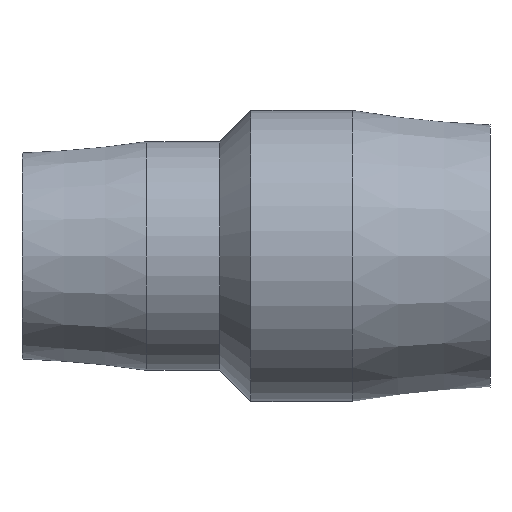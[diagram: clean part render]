
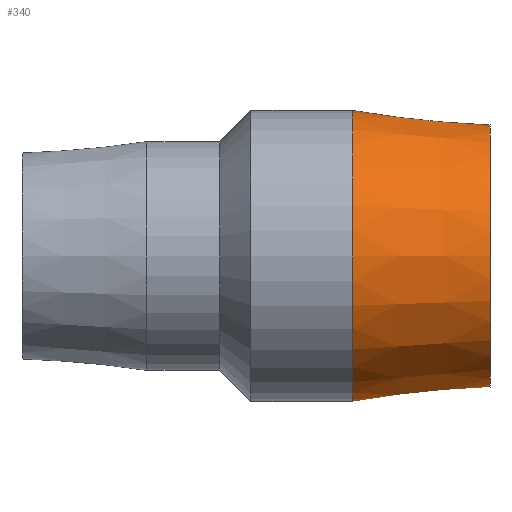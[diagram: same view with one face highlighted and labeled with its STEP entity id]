
A CAD part, front view. The second image highlights one B-rep face of the part: STEP entity #340.
In plain terms, the highlighted conical face has half-angle 6.054 degrees and reference radius 26.6 mm.
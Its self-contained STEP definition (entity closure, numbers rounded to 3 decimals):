
#15=B_SPLINE_CURVE_WITH_KNOTS('',3,(#561,#562,#563,#564,#565,#566,#567,
#568,#569,#570,#571,#572,#573,#574,#575,#576,#577,#578,#579,#580,#581,#582,
#583,#584,#585,#586,#587,#588,#589,#590,#591,#592,#593,#594),
 .UNSPECIFIED.,.T.,.F.,(4,2,2,2,2,2,2,2,2,2,2,2,2,2,2,2,4),(0.,0.344,
0.687,1.034,1.381,1.728,2.075,
2.418,2.762,3.135,3.509,3.872,
4.236,4.6,4.964,5.338,5.711),
 .UNSPECIFIED.);
#20=CONICAL_SURFACE('',#387,26.6,6.054);
#38=FACE_BOUND('',#127,.T.);
#39=FACE_BOUND('',#128,.T.);
#82=FACE_OUTER_BOUND('',#126,.T.);
#126=EDGE_LOOP('',(#279));
#127=EDGE_LOOP('',(#280));
#128=EDGE_LOOP('',(#281));
#173=CIRCLE('',#386,28.);
#174=CIRCLE('',#388,25.2);
#195=VERTEX_POINT('',#560);
#204=VERTEX_POINT('',#652);
#205=VERTEX_POINT('',#655);
#226=EDGE_CURVE('',#195,#195,#15,.T.);
#235=EDGE_CURVE('',#204,#204,#173,.T.);
#236=EDGE_CURVE('',#205,#205,#174,.T.);
#279=ORIENTED_EDGE('',*,*,#236,.F.);
#280=ORIENTED_EDGE('',*,*,#226,.T.);
#281=ORIENTED_EDGE('',*,*,#235,.T.);
#340=ADVANCED_FACE('',(#82,#38,#39),#20,.T.);
#386=AXIS2_PLACEMENT_3D('',#653,#476,#477);
#387=AXIS2_PLACEMENT_3D('',#654,#478,#479);
#388=AXIS2_PLACEMENT_3D('',#656,#480,#481);
#476=DIRECTION('center_axis',(1.,0.,0.));
#477=DIRECTION('ref_axis',(0.,0.,-1.));
#478=DIRECTION('center_axis',(-1.,0.,0.));
#479=DIRECTION('ref_axis',(0.,1.,0.));
#480=DIRECTION('center_axis',(1.,0.,0.));
#481=DIRECTION('ref_axis',(0.,0.,-1.));
#560=CARTESIAN_POINT('',(31.936,24.858,-9.427));
#561=CARTESIAN_POINT('Ctrl Pts',(31.936,24.858,-9.427));
#562=CARTESIAN_POINT('Ctrl Pts',(33.076,24.745,-9.384));
#563=CARTESIAN_POINT('Ctrl Pts',(34.285,24.715,-9.111));
#564=CARTESIAN_POINT('Ctrl Pts',(36.493,24.817,-8.104));
#565=CARTESIAN_POINT('Ctrl Pts',(37.491,24.944,-7.37));
#566=CARTESIAN_POINT('Ctrl Pts',(39.063,25.205,-5.71));
#567=CARTESIAN_POINT('Ctrl Pts',(39.744,25.357,-4.666));
#568=CARTESIAN_POINT('Ctrl Pts',(40.647,25.576,-2.389));
#569=CARTESIAN_POINT('Ctrl Pts',(40.869,25.638,-1.156));
#570=CARTESIAN_POINT('Ctrl Pts',(40.869,25.638,1.156));
#571=CARTESIAN_POINT('Ctrl Pts',(40.647,25.576,2.389));
#572=CARTESIAN_POINT('Ctrl Pts',(39.744,25.357,4.666));
#573=CARTESIAN_POINT('Ctrl Pts',(39.063,25.205,5.71));
#574=CARTESIAN_POINT('Ctrl Pts',(37.491,24.944,7.37));
#575=CARTESIAN_POINT('Ctrl Pts',(36.493,24.817,8.104));
#576=CARTESIAN_POINT('Ctrl Pts',(34.285,24.715,9.111));
#577=CARTESIAN_POINT('Ctrl Pts',(33.076,24.745,9.384));
#578=CARTESIAN_POINT('Ctrl Pts',(30.699,24.981,9.474));
#579=CARTESIAN_POINT('Ctrl Pts',(29.395,25.215,9.256));
#580=CARTESIAN_POINT('Ctrl Pts',(27.013,25.809,8.307));
#581=CARTESIAN_POINT('Ctrl Pts',(25.933,26.163,7.575));
#582=CARTESIAN_POINT('Ctrl Pts',(24.249,26.774,5.893));
#583=CARTESIAN_POINT('Ctrl Pts',(23.522,27.075,4.836));
#584=CARTESIAN_POINT('Ctrl Pts',(22.548,27.494,2.496));
#585=CARTESIAN_POINT('Ctrl Pts',(22.303,27.607,1.213));
#586=CARTESIAN_POINT('Ctrl Pts',(22.303,27.607,-1.213));
#587=CARTESIAN_POINT('Ctrl Pts',(22.548,27.494,-2.496));
#588=CARTESIAN_POINT('Ctrl Pts',(23.522,27.075,-4.836));
#589=CARTESIAN_POINT('Ctrl Pts',(24.249,26.774,-5.893));
#590=CARTESIAN_POINT('Ctrl Pts',(25.933,26.163,-7.575));
#591=CARTESIAN_POINT('Ctrl Pts',(27.013,25.809,-8.307));
#592=CARTESIAN_POINT('Ctrl Pts',(29.395,25.215,-9.256));
#593=CARTESIAN_POINT('Ctrl Pts',(30.699,24.981,-9.474));
#594=CARTESIAN_POINT('Ctrl Pts',(31.936,24.858,-9.427));
#652=CARTESIAN_POINT('',(18.6,28.,0.));
#653=CARTESIAN_POINT('Origin',(18.6,0.,0.));
#654=CARTESIAN_POINT('Origin',(31.8,0.,0.));
#655=CARTESIAN_POINT('',(45.,25.2,0.));
#656=CARTESIAN_POINT('Origin',(45.,0.,0.));
